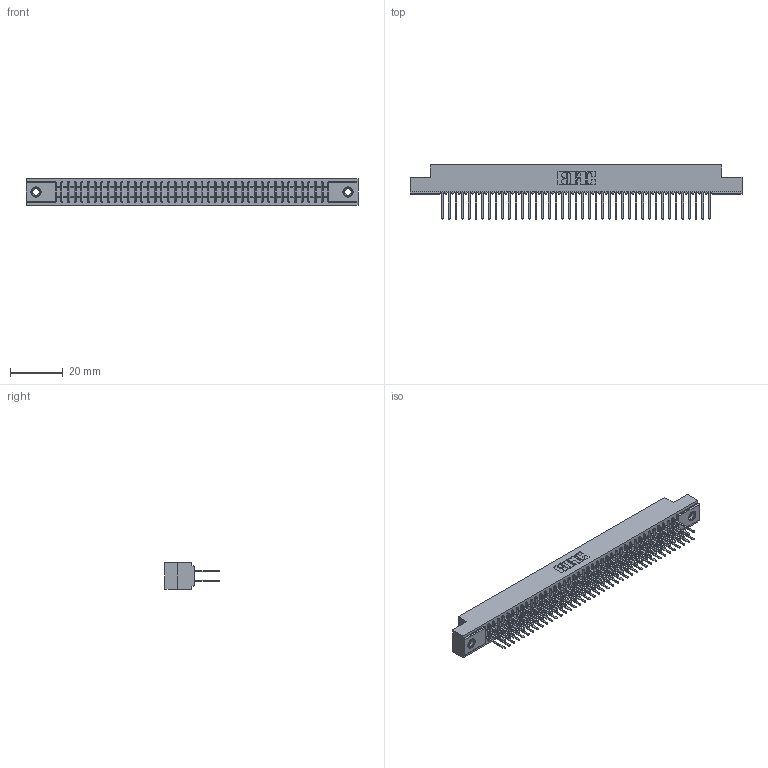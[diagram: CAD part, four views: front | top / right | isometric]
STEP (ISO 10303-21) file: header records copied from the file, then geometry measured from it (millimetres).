
FILE_DESCRIPTION (( 'STEP AP203' ), '1' );
FILE_NAME ('341-082-522-207.STEP', '2018-08-07T22:10:48', ( '' ), ( '' ), 'SwSTEP 2.0', 'SolidWorks 2016', '' );
FILE_SCHEMA (( 'CONFIG_CONTROL_DESIGN' ));
Length unit declared in the file: inch
Products named in the file (4): 341-292-001_341-292-122; 345-250-001_345-250-005-103; 341-082-522-207; 341 Part_.156 (3.96) Dia Mounting Holes
Assembly tree (85 placements, depth 2):
  341-082-522-207
    341 Part_.156 (3.96) Dia Mounting Holes
    341-292-001_341-292-122  x82
    345-250-001_345-250-005-103  x2
Bounding box: 126.36 x 20.62 x 10.16 mm (x, y, z)
Volume: 9429.4 mm3; surface area: 17476.4 mm2
Topology: 85 solids, 85 shells, 5588 faces, 16155 edges, 10458 vertices
Faces by surface type: plane 3380, cylinder 2028, sphere 84, torus 84, cone 12
Entity records: 50937 total; most frequent: CARTESIAN_POINT 8450, ORIENTED_EDGE 8390, DIRECTION 8211, EDGE_CURVE 4195, VECTOR 3385, LINE 3385, VERTEX_POINT 2652, AXIS2_PLACEMENT_3D 2413
